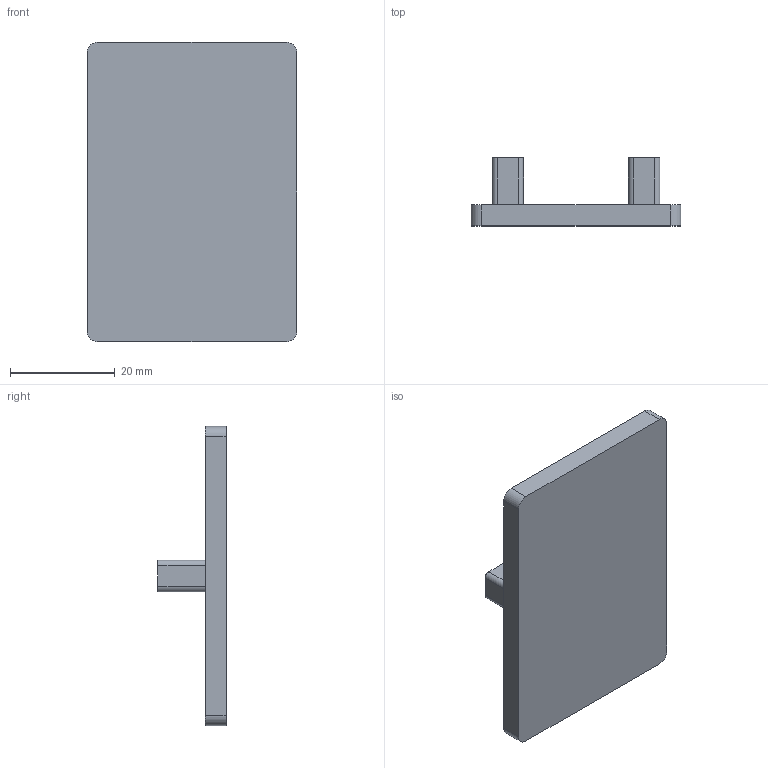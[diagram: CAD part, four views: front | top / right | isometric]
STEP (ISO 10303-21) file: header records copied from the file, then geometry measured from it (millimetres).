
FILE_DESCRIPTION (( 'STEP AP214' ), '1' );
FILE_NAME ('B877 Çàãëóøêà äëÿ óãëîâîãî àëþìèíèåâîãî ñîåäèíèòåëÿ 40õ40S.STEP', '2025-10-28T14:36:53', ( '' ), ( '' ), 'SwSTEP 2.0', 'SolidWorks 2025', '' );
FILE_SCHEMA (( 'AUTOMOTIVE_DESIGN' ));
Length unit declared in the file: millimetre
Products named in the file (1): B877 Заглушка для углового алюминиевого соединителя 40х40S
Bounding box: 40 x 13 x 57 mm (x, y, z)
Volume: 5869.7 mm3; surface area: 6432.1 mm2
Topology: 1 solids, 1 shells, 61 faces, 162 edges, 108 vertices
Faces by surface type: plane 35, cylinder 26
Entity records: 1931 total; most frequent: DIRECTION 338, CARTESIAN_POINT 332, ORIENTED_EDGE 324, EDGE_CURVE 162, AXIS2_PLACEMENT_3D 114, LINE 110, VECTOR 110, VERTEX_POINT 108
